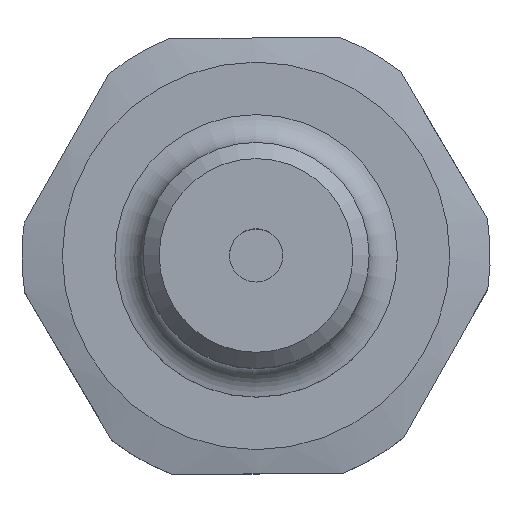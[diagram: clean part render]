
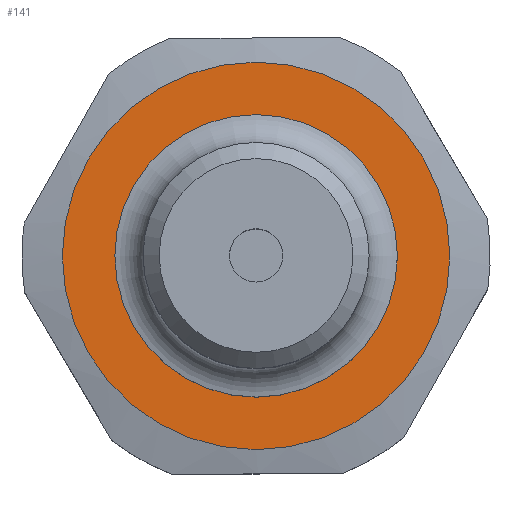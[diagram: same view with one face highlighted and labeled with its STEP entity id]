
A CAD part, top view. The second image highlights one B-rep face of the part: STEP entity #141.
In plain terms, the highlighted planar face has unit normal (0, 0, 1).
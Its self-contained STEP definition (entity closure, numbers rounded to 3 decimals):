
#1 = DIRECTION ( 'NONE',  ( -1., 0., 0. ) ) ;
#2 = CARTESIAN_POINT ( 'NONE',  ( 0., 0., 6.75 ) ) ;
#3 = DIRECTION ( 'NONE',  ( 0., 0., -1. ) ) ;
#141 = ADVANCED_FACE ( 'NONE', ( #1658, #1659 ), #1353, .T. ) ;
#214 = EDGE_CURVE ( 'NONE', #1823, #1823, #432, .T. ) ;
#215 = EDGE_CURVE ( 'NONE', #1824, #1824, #430, .T. ) ;
#428 = AXIS2_PLACEMENT_3D ( 'NONE', #2090, #1857, #2223 ) ;
#430 = CIRCLE ( 'NONE', #428, 8.75 ) ;
#431 = AXIS2_PLACEMENT_3D ( 'NONE', #2, #3, #1 ) ;
#432 = CIRCLE ( 'NONE', #431, 12. ) ;
#521 = AXIS2_PLACEMENT_3D ( 'NONE', #1351, #1350, #1349 ) ;
#656 = EDGE_LOOP ( 'NONE', ( #881 ) ) ;
#660 = EDGE_LOOP ( 'NONE', ( #885 ) ) ;
#881 = ORIENTED_EDGE ( 'NONE', *, *, #214, .F. ) ;
#885 = ORIENTED_EDGE ( 'NONE', *, *, #215, .F. ) ;
#1349 = DIRECTION ( 'NONE',  ( 1., 0., 0. ) ) ;
#1350 = DIRECTION ( 'NONE',  ( 0., 0., 1. ) ) ;
#1351 = CARTESIAN_POINT ( 'NONE',  ( 7.674, 13.568, 6.75 ) ) ;
#1353 = PLANE ( 'NONE',  #521 ) ;
#1658 = FACE_BOUND ( 'NONE', #660, .T. ) ;
#1659 = FACE_OUTER_BOUND ( 'NONE', #656, .T. ) ;
#1823 = VERTEX_POINT ( 'NONE', #2092 ) ;
#1824 = VERTEX_POINT ( 'NONE', #2093 ) ;
#1857 = DIRECTION ( 'NONE',  ( 0., 0., 1. ) ) ;
#2090 = CARTESIAN_POINT ( 'NONE',  ( 0., 0., 6.75 ) ) ;
#2092 = CARTESIAN_POINT ( 'NONE',  ( -12., 0., 6.75 ) ) ;
#2093 = CARTESIAN_POINT ( 'NONE',  ( 8.75, 0., 6.75 ) ) ;
#2223 = DIRECTION ( 'NONE',  ( 1., 0., 0. ) ) ;
